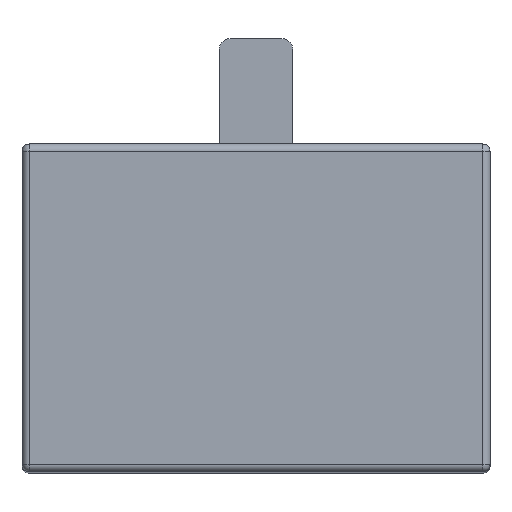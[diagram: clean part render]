
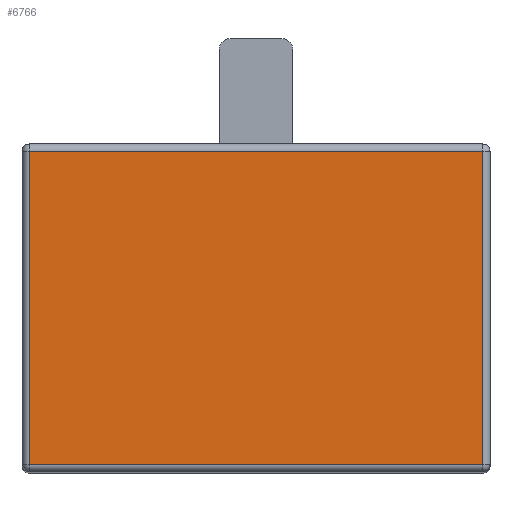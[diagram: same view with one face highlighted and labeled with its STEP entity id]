
A CAD part, top view. The second image highlights one B-rep face of the part: STEP entity #6766.
In plain terms, the highlighted planar face has unit normal (0, 0, 1).
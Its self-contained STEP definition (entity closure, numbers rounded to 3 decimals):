
#25 = AXIS2_PLACEMENT_3D ( 'NONE', #9661, #8625, #11937 ) ;
#684 = VECTOR ( 'NONE', #3003, 1000. ) ;
#695 = CARTESIAN_POINT ( 'NONE',  ( -24.898, 7.343, 23.2 ) ) ;
#1141 = CARTESIAN_POINT ( 'NONE',  ( -25.098, 7.343, 23.2 ) ) ;
#1745 = LINE ( 'NONE', #695, #4037 ) ;
#2239 = CARTESIAN_POINT ( 'NONE',  ( -37.398, 7.343, 23.2 ) ) ;
#2462 = VERTEX_POINT ( 'NONE', #13063 ) ;
#2542 = FACE_OUTER_BOUND ( 'NONE', #5546, .T. ) ;
#2812 = CARTESIAN_POINT ( 'NONE',  ( -25.098, 15.843, 23.2 ) ) ;
#3003 = DIRECTION ( 'NONE',  ( -1., 0., 0. ) ) ;
#3128 = ORIENTED_EDGE ( 'NONE', *, *, #7144, .T. ) ;
#4034 = LINE ( 'NONE', #4247, #684 ) ;
#4037 = VECTOR ( 'NONE', #4931, 1000. ) ;
#4247 = CARTESIAN_POINT ( 'NONE',  ( -37.598, 15.843, 23.2 ) ) ;
#4931 = DIRECTION ( 'NONE',  ( 1., 0., 0. ) ) ;
#4964 = EDGE_CURVE ( 'NONE', #6910, #10716, #11413, .T. ) ;
#5546 = EDGE_LOOP ( 'NONE', ( #10469, #9865, #3128, #10823 ) ) ;
#5957 = LINE ( 'NONE', #13261, #11293 ) ;
#6197 = CARTESIAN_POINT ( 'NONE',  ( -25.098, 16.043, 23.2 ) ) ;
#6766 = ADVANCED_FACE ( 'NONE', ( #2542 ), #11011, .F. ) ;
#6910 = VERTEX_POINT ( 'NONE', #1141 ) ;
#7144 = EDGE_CURVE ( 'NONE', #10716, #2462, #4034, .T. ) ;
#7221 = VERTEX_POINT ( 'NONE', #2239 ) ;
#7764 = EDGE_CURVE ( 'NONE', #7221, #6910, #1745, .T. ) ;
#8381 = VECTOR ( 'NONE', #9145, 1000. ) ;
#8454 = EDGE_CURVE ( 'NONE', #2462, #7221, #5957, .T. ) ;
#8625 = DIRECTION ( 'NONE',  ( 0., 0., -1. ) ) ;
#9145 = DIRECTION ( 'NONE',  ( 0., 1., 0. ) ) ;
#9661 = CARTESIAN_POINT ( 'NONE',  ( -37.598, 16.043, 23.2 ) ) ;
#9865 = ORIENTED_EDGE ( 'NONE', *, *, #4964, .T. ) ;
#10469 = ORIENTED_EDGE ( 'NONE', *, *, #7764, .T. ) ;
#10716 = VERTEX_POINT ( 'NONE', #2812 ) ;
#10823 = ORIENTED_EDGE ( 'NONE', *, *, #8454, .T. ) ;
#11011 = PLANE ( 'NONE',  #25 ) ;
#11293 = VECTOR ( 'NONE', #11389, 1000. ) ;
#11389 = DIRECTION ( 'NONE',  ( 0., -1., 0. ) ) ;
#11413 = LINE ( 'NONE', #6197, #8381 ) ;
#11937 = DIRECTION ( 'NONE',  ( 0., -1., 0. ) ) ;
#13063 = CARTESIAN_POINT ( 'NONE',  ( -37.398, 15.843, 23.2 ) ) ;
#13261 = CARTESIAN_POINT ( 'NONE',  ( -37.398, 7.143, 23.2 ) ) ;
